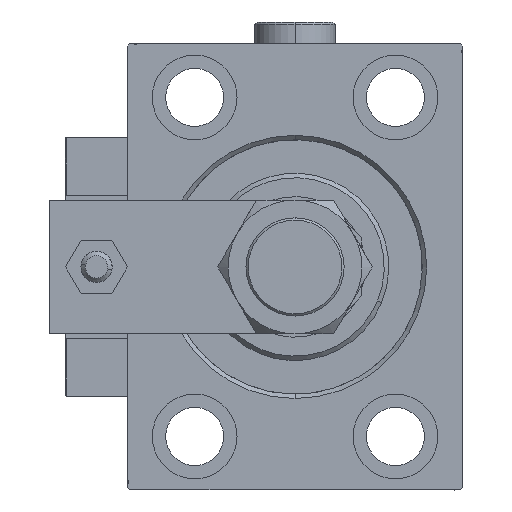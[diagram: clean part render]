
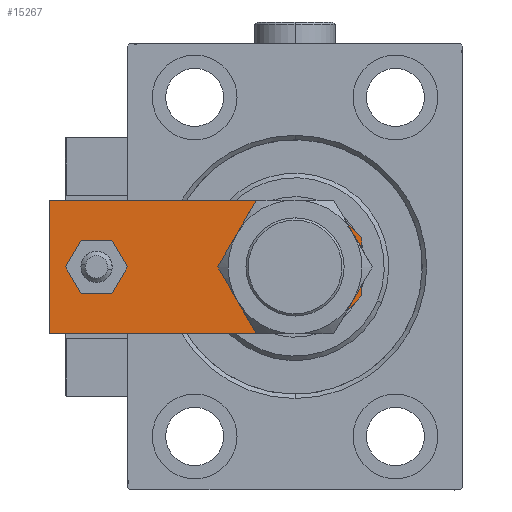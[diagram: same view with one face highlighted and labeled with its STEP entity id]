
A CAD part, left-side view. The second image highlights one B-rep face of the part: STEP entity #15267.
In plain terms, the highlighted face is planar.
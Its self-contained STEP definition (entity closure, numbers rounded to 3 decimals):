
#229 = DIRECTION ( 'NONE',  ( 0.707, 0.707, 0. ) ) ;
#1191 = CARTESIAN_POINT ( 'NONE',  ( -15., 0., 8. ) ) ;
#1461 = LINE ( 'NONE', #1191, #7310 ) ;
#4625 = VERTEX_POINT ( 'NONE', #16955 ) ;
#5331 = LINE ( 'NONE', #17386, #29622 ) ;
#5446 = EDGE_CURVE ( 'NONE', #7264, #37787, #17482, .T. ) ;
#5852 = DIRECTION ( 'NONE',  ( 0., 0., 1. ) ) ;
#6028 = CARTESIAN_POINT ( 'NONE',  ( 15., 70., 8. ) ) ;
#7251 = DIRECTION ( 'NONE',  ( 0., 0., 1. ) ) ;
#7264 = VERTEX_POINT ( 'NONE', #6028 ) ;
#7310 = VECTOR ( 'NONE', #42312, 1000. ) ;
#7767 = VECTOR ( 'NONE', #33899, 1000. ) ;
#8892 = CARTESIAN_POINT ( 'NONE',  ( 0., 15., 8. ) ) ;
#8991 = EDGE_CURVE ( 'NONE', #23837, #26627, #40540, .T. ) ;
#9300 = VECTOR ( 'NONE', #24733, 1000. ) ;
#11756 = CARTESIAN_POINT ( 'NONE',  ( -3.25, -3.25, 8. ) ) ;
#12285 = CIRCLE ( 'NONE', #24288, 4. ) ;
#12351 = ORIENTED_EDGE ( 'NONE', *, *, #43005, .T. ) ;
#13428 = CARTESIAN_POINT ( 'NONE',  ( -15., 8.5, 8. ) ) ;
#14042 = FACE_BOUND ( 'NONE', #31242, .T. ) ;
#14530 = ORIENTED_EDGE ( 'NONE', *, *, #8991, .T. ) ;
#14577 = DIRECTION ( 'NONE',  ( 1., 0., 0. ) ) ;
#14761 = DIRECTION ( 'NONE',  ( 1., 0., 0. ) ) ;
#15267 = ADVANCED_FACE ( 'NONE', ( #24835, #25097, #14042 ), #42284, .T. ) ;
#16955 = CARTESIAN_POINT ( 'NONE',  ( 4., 59.5, 8. ) ) ;
#17125 = CARTESIAN_POINT ( 'NONE',  ( 0., 59.5, 8. ) ) ;
#17258 = EDGE_CURVE ( 'NONE', #43347, #28323, #46985, .T. ) ;
#17386 = CARTESIAN_POINT ( 'NONE',  ( 3.25, -3.25, 8. ) ) ;
#17482 = LINE ( 'NONE', #40918, #7767 ) ;
#18438 = DIRECTION ( 'NONE',  ( 1., 0., 0. ) ) ;
#19806 = VERTEX_POINT ( 'NONE', #39128 ) ;
#20235 = AXIS2_PLACEMENT_3D ( 'NONE', #8892, #45718, #29320 ) ;
#22434 = VECTOR ( 'NONE', #47316, 1000. ) ;
#22463 = EDGE_CURVE ( 'NONE', #51260, #7264, #33064, .T. ) ;
#23105 = LINE ( 'NONE', #30914, #22434 ) ;
#23198 = ORIENTED_EDGE ( 'NONE', *, *, #41124, .T. ) ;
#23746 = AXIS2_PLACEMENT_3D ( 'NONE', #46853, #26411, #14577 ) ;
#23812 = CARTESIAN_POINT ( 'NONE',  ( 6.5, 0., 8. ) ) ;
#23837 = VERTEX_POINT ( 'NONE', #13428 ) ;
#24288 = AXIS2_PLACEMENT_3D ( 'NONE', #17125, #5852, #18438 ) ;
#24329 = VECTOR ( 'NONE', #24936, 1000. ) ;
#24733 = DIRECTION ( 'NONE',  ( 0., 1., 0. ) ) ;
#24835 = FACE_BOUND ( 'NONE', #49104, .T. ) ;
#24936 = DIRECTION ( 'NONE',  ( 0.707, -0.707, 0. ) ) ;
#25097 = FACE_OUTER_BOUND ( 'NONE', #26893, .T. ) ;
#25212 = ORIENTED_EDGE ( 'NONE', *, *, #34452, .F. ) ;
#26411 = DIRECTION ( 'NONE',  ( 0., 0., 1. ) ) ;
#26627 = VERTEX_POINT ( 'NONE', #45313 ) ;
#26893 = EDGE_LOOP ( 'NONE', ( #42748, #14530, #23198, #12351, #38047, #42293 ) ) ;
#27214 = AXIS2_PLACEMENT_3D ( 'NONE', #40036, #7251, #52911 ) ;
#28323 = VERTEX_POINT ( 'NONE', #52126 ) ;
#29121 = EDGE_CURVE ( 'NONE', #37787, #23837, #23105, .T. ) ;
#29320 = DIRECTION ( 'NONE',  ( 1., 0., 0. ) ) ;
#29622 = VECTOR ( 'NONE', #229, 1000. ) ;
#30157 = CARTESIAN_POINT ( 'NONE',  ( -15., 70., 8. ) ) ;
#30914 = CARTESIAN_POINT ( 'NONE',  ( -15., 70., 8. ) ) ;
#31242 = EDGE_LOOP ( 'NONE', ( #42865, #36012 ) ) ;
#31962 = CARTESIAN_POINT ( 'NONE',  ( 15., 8.5, 8. ) ) ;
#32533 = CIRCLE ( 'NONE', #39430, 4. ) ;
#32951 = ORIENTED_EDGE ( 'NONE', *, *, #51317, .F. ) ;
#33064 = LINE ( 'NONE', #41926, #9300 ) ;
#33899 = DIRECTION ( 'NONE',  ( -1., 0., 0. ) ) ;
#34452 = EDGE_CURVE ( 'NONE', #19806, #4625, #12285, .T. ) ;
#36012 = ORIENTED_EDGE ( 'NONE', *, *, #17258, .F. ) ;
#37787 = VERTEX_POINT ( 'NONE', #30157 ) ;
#38047 = ORIENTED_EDGE ( 'NONE', *, *, #22463, .T. ) ;
#39128 = CARTESIAN_POINT ( 'NONE',  ( -4., 59.5, 8. ) ) ;
#39430 = AXIS2_PLACEMENT_3D ( 'NONE', #44068, #51602, #14761 ) ;
#40036 = CARTESIAN_POINT ( 'NONE',  ( 0., 15., 8. ) ) ;
#40540 = LINE ( 'NONE', #11756, #24329 ) ;
#40918 = CARTESIAN_POINT ( 'NONE',  ( 15., 70., 8. ) ) ;
#41124 = EDGE_CURVE ( 'NONE', #26627, #44752, #1461, .T. ) ;
#41756 = CIRCLE ( 'NONE', #20235, 10. ) ;
#41926 = CARTESIAN_POINT ( 'NONE',  ( 15., 0., 8. ) ) ;
#42284 = PLANE ( 'NONE',  #23746 ) ;
#42293 = ORIENTED_EDGE ( 'NONE', *, *, #5446, .T. ) ;
#42312 = DIRECTION ( 'NONE',  ( 1., 0., 0. ) ) ;
#42748 = ORIENTED_EDGE ( 'NONE', *, *, #29121, .T. ) ;
#42865 = ORIENTED_EDGE ( 'NONE', *, *, #44213, .F. ) ;
#43005 = EDGE_CURVE ( 'NONE', #44752, #51260, #5331, .T. ) ;
#43347 = VERTEX_POINT ( 'NONE', #46029 ) ;
#44068 = CARTESIAN_POINT ( 'NONE',  ( 0., 59.5, 8. ) ) ;
#44213 = EDGE_CURVE ( 'NONE', #28323, #43347, #41756, .T. ) ;
#44752 = VERTEX_POINT ( 'NONE', #23812 ) ;
#45313 = CARTESIAN_POINT ( 'NONE',  ( -6.5, 0., 8. ) ) ;
#45718 = DIRECTION ( 'NONE',  ( 0., 0., 1. ) ) ;
#46029 = CARTESIAN_POINT ( 'NONE',  ( 10., 15., 8. ) ) ;
#46853 = CARTESIAN_POINT ( 'NONE',  ( 0., 0., 8. ) ) ;
#46985 = CIRCLE ( 'NONE', #27214, 10. ) ;
#47316 = DIRECTION ( 'NONE',  ( 0., -1., 0. ) ) ;
#49104 = EDGE_LOOP ( 'NONE', ( #25212, #32951 ) ) ;
#51260 = VERTEX_POINT ( 'NONE', #31962 ) ;
#51317 = EDGE_CURVE ( 'NONE', #4625, #19806, #32533, .T. ) ;
#51602 = DIRECTION ( 'NONE',  ( 0., 0., 1. ) ) ;
#52126 = CARTESIAN_POINT ( 'NONE',  ( -10., 15., 8. ) ) ;
#52911 = DIRECTION ( 'NONE',  ( 1., 0., 0. ) ) ;
